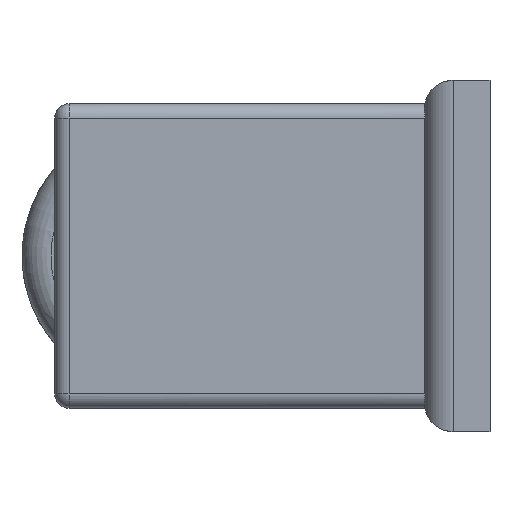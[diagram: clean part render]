
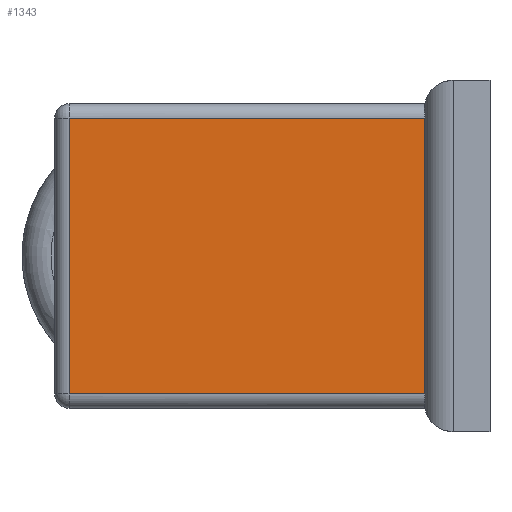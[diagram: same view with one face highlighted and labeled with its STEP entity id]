
A CAD part, left-side view. The second image highlights one B-rep face of the part: STEP entity #1343.
In plain terms, the highlighted planar face has unit normal (-1, 0, 0).
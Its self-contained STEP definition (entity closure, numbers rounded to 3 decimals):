
#76 = LINE ( 'NONE', #93, #1552 ) ;
#93 = CARTESIAN_POINT ( 'NONE',  ( 1.6, 30., -21.6 ) ) ;
#120 = CARTESIAN_POINT ( 'NONE',  ( 1.6, 4.5, -22.6 ) ) ;
#194 = VECTOR ( 'NONE', #327, 1000. ) ;
#206 = EDGE_CURVE ( 'NONE', #1131, #1254, #612, .T. ) ;
#260 = CARTESIAN_POINT ( 'NONE',  ( 1.6, 29., -2.6 ) ) ;
#318 = VERTEX_POINT ( 'NONE', #1565 ) ;
#327 = DIRECTION ( 'NONE',  ( 0., 0., -1. ) ) ;
#330 = CARTESIAN_POINT ( 'NONE',  ( 1.6, 29., -22.6 ) ) ;
#461 = ORIENTED_EDGE ( 'NONE', *, *, #1564, .T. ) ;
#499 = EDGE_CURVE ( 'NONE', #318, #731, #1517, .T. ) ;
#514 = ORIENTED_EDGE ( 'NONE', *, *, #911, .T. ) ;
#549 = VECTOR ( 'NONE', #1104, 1000. ) ;
#553 = ORIENTED_EDGE ( 'NONE', *, *, #499, .T. ) ;
#573 = CARTESIAN_POINT ( 'NONE',  ( 1.6, 4.5, -2.6 ) ) ;
#612 = LINE ( 'NONE', #330, #194 ) ;
#624 = AXIS2_PLACEMENT_3D ( 'NONE', #890, #1019, #1163 ) ;
#718 = FACE_OUTER_BOUND ( 'NONE', #1070, .T. ) ;
#731 = VERTEX_POINT ( 'NONE', #573 ) ;
#845 = CARTESIAN_POINT ( 'NONE',  ( 1.6, 30., -2.6 ) ) ;
#890 = CARTESIAN_POINT ( 'NONE',  ( 1.6, 30., -22.6 ) ) ;
#895 = PLANE ( 'NONE',  #624 ) ;
#911 = EDGE_CURVE ( 'NONE', #731, #1131, #1012, .T. ) ;
#970 = VECTOR ( 'NONE', #975, 1000. ) ;
#975 = DIRECTION ( 'NONE',  ( 0., 1., 0. ) ) ;
#1012 = LINE ( 'NONE', #845, #970 ) ;
#1019 = DIRECTION ( 'NONE',  ( 1., 0., 0. ) ) ;
#1070 = EDGE_LOOP ( 'NONE', ( #553, #514, #1141, #461 ) ) ;
#1104 = DIRECTION ( 'NONE',  ( 0., 0., 1. ) ) ;
#1131 = VERTEX_POINT ( 'NONE', #260 ) ;
#1141 = ORIENTED_EDGE ( 'NONE', *, *, #206, .T. ) ;
#1163 = DIRECTION ( 'NONE',  ( 0., 0., -1. ) ) ;
#1254 = VERTEX_POINT ( 'NONE', #1512 ) ;
#1343 = ADVANCED_FACE ( 'NONE', ( #718 ), #895, .F. ) ;
#1473 = DIRECTION ( 'NONE',  ( 0., -1., 0. ) ) ;
#1512 = CARTESIAN_POINT ( 'NONE',  ( 1.6, 29., -21.6 ) ) ;
#1517 = LINE ( 'NONE', #120, #549 ) ;
#1552 = VECTOR ( 'NONE', #1473, 1000. ) ;
#1564 = EDGE_CURVE ( 'NONE', #1254, #318, #76, .T. ) ;
#1565 = CARTESIAN_POINT ( 'NONE',  ( 1.6, 4.5, -21.6 ) ) ;
